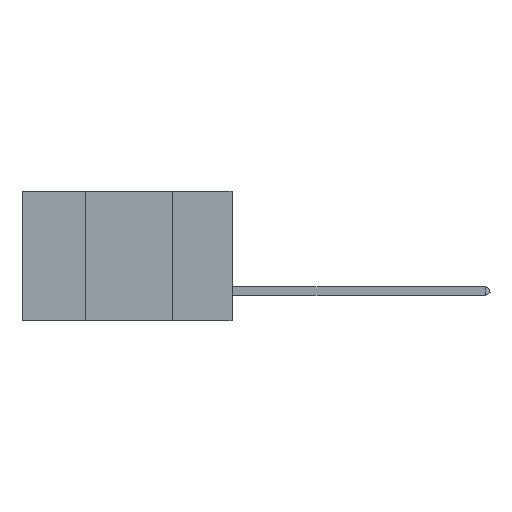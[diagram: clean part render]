
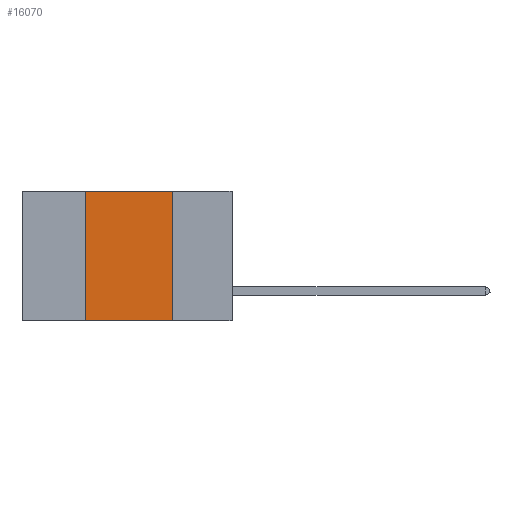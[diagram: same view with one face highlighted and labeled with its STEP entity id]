
A CAD part, left-side view. The second image highlights one B-rep face of the part: STEP entity #16070.
In plain terms, the highlighted planar face has unit normal (-1, 0, 0).
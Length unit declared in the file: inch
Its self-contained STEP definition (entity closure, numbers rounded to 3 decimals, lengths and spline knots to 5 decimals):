
#3435 = DIRECTION ( 'NONE',  ( 0., 0., -1. ) ) ;
#3996 = EDGE_CURVE ( 'NONE', #8951, #7346, #37891, .T. ) ;
#4028 = FACE_OUTER_BOUND ( 'NONE', #8514, .T. ) ;
#4958 = CARTESIAN_POINT ( 'NONE',  ( 0., 0.17, 0. ) ) ;
#7346 = VERTEX_POINT ( 'NONE', #15639 ) ;
#8514 = EDGE_LOOP ( 'NONE', ( #16933, #36553, #38664, #15170 ) ) ;
#8951 = VERTEX_POINT ( 'NONE', #17806 ) ;
#10116 = DIRECTION ( 'NONE',  ( 1., 0., 0. ) ) ;
#10315 = VERTEX_POINT ( 'NONE', #17520 ) ;
#10922 = AXIS2_PLACEMENT_3D ( 'NONE', #12872, #10116, #3435 ) ;
#11065 = EDGE_CURVE ( 'NONE', #10315, #7346, #14660, .T. ) ;
#11713 = CARTESIAN_POINT ( 'NONE',  ( 0., 0.6, -0.37 ) ) ;
#12603 = DIRECTION ( 'NONE',  ( 0., 0., 1. ) ) ;
#12872 = CARTESIAN_POINT ( 'NONE',  ( 0., 0.6, 0. ) ) ;
#13143 = VECTOR ( 'NONE', #31643, 39.37008 ) ;
#13425 = DIRECTION ( 'NONE',  ( 0., 0., -1. ) ) ;
#13883 = CARTESIAN_POINT ( 'NONE',  ( 0., 0.6, 0. ) ) ;
#14660 = LINE ( 'NONE', #11713, #37848 ) ;
#15170 = ORIENTED_EDGE ( 'NONE', *, *, #11065, .T. ) ;
#15639 = CARTESIAN_POINT ( 'NONE',  ( 0., 0.17, -0.37 ) ) ;
#16070 = ADVANCED_FACE ( 'NONE', ( #4028 ), #19365, .F. ) ;
#16933 = ORIENTED_EDGE ( 'NONE', *, *, #3996, .F. ) ;
#17520 = CARTESIAN_POINT ( 'NONE',  ( 0., 0.42, -0.37 ) ) ;
#17626 = DIRECTION ( 'NONE',  ( 0., -1., 0. ) ) ;
#17806 = CARTESIAN_POINT ( 'NONE',  ( 0., 0.17, 0. ) ) ;
#19365 = PLANE ( 'NONE',  #10922 ) ;
#22987 = VECTOR ( 'NONE', #13425, 39.37008 ) ;
#24143 = VERTEX_POINT ( 'NONE', #27141 ) ;
#25050 = EDGE_CURVE ( 'NONE', #10315, #24143, #33321, .T. ) ;
#25581 = EDGE_CURVE ( 'NONE', #24143, #8951, #37971, .T. ) ;
#27141 = CARTESIAN_POINT ( 'NONE',  ( 0., 0.42, 0. ) ) ;
#27564 = CARTESIAN_POINT ( 'NONE',  ( 0., 0.42, 0. ) ) ;
#27585 = VECTOR ( 'NONE', #12603, 39.37008 ) ;
#31643 = DIRECTION ( 'NONE',  ( 0., -1., 0. ) ) ;
#33321 = LINE ( 'NONE', #27564, #27585 ) ;
#36553 = ORIENTED_EDGE ( 'NONE', *, *, #25581, .F. ) ;
#37848 = VECTOR ( 'NONE', #17626, 39.37008 ) ;
#37891 = LINE ( 'NONE', #4958, #22987 ) ;
#37971 = LINE ( 'NONE', #13883, #13143 ) ;
#38664 = ORIENTED_EDGE ( 'NONE', *, *, #25050, .F. ) ;
